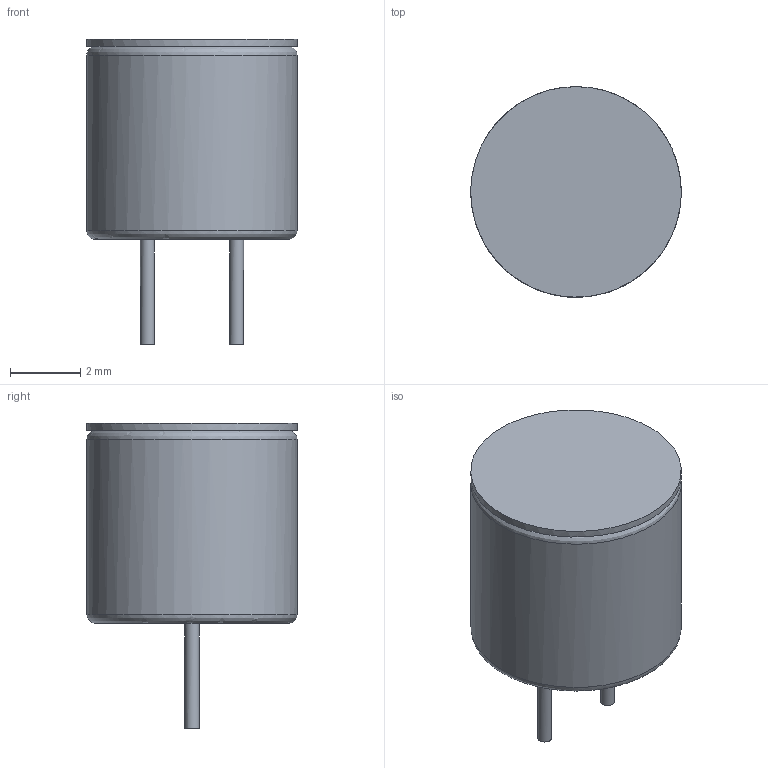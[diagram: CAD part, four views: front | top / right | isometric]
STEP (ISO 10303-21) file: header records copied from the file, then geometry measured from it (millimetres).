
FILE_DESCRIPTION(('FreeCAD Model'),'2;1');
FILE_NAME('Open CASCADE Shape Model','2022-09-10T11:48:34',(''),(''), 'Open CASCADE STEP processor 7.6','FreeCAD','Unknown');
FILE_SCHEMA(('AUTOMOTIVE_DESIGN { 1 0 10303 214 1 1 1 1 }'));
Length unit declared in the file: millimetre
Products named in the file (5): Electret_Microphone_D6_P2_54; BODY001; TOP; PIN1; PIN2
Assembly tree (4 placements, depth 2):
  Electret_Microphone_D6_P2_54
    BODY001
    TOP
    PIN1
    PIN2
Bounding box: 6 x 6 x 8.7 mm (x, y, z)
Volume: 161.5 mm3; surface area: 225.7 mm2
Topology: 4 solids, 4 shells, 14 faces, 18 edges, 12 vertices
Faces by surface type: bspline 14
Entity records: 1379 total; most frequent: CARTESIAN_POINT 959, ORIENTED_EDGE 36, PCURVE 36, DEFINITIONAL_REPRESENTATION 36, DIRECTION 30, B_SPLINE_CURVE_WITH_KNOTS 20, LINE 20, VECTOR 20
